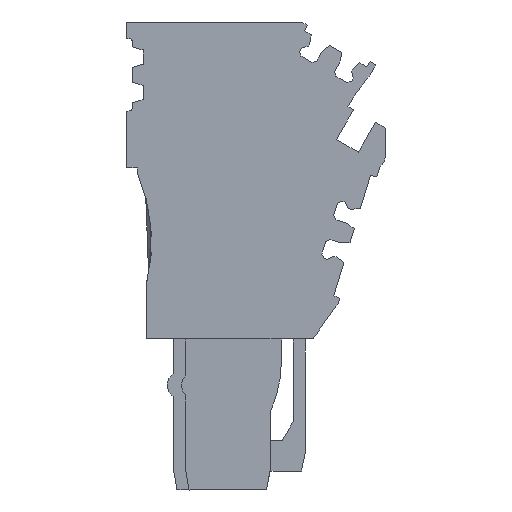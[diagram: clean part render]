
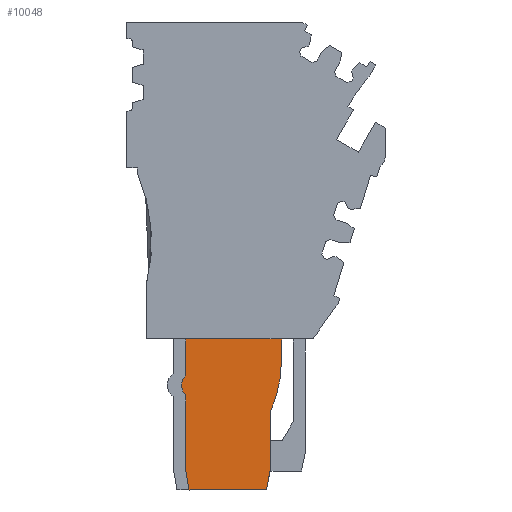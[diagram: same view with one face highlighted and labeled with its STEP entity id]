
A CAD part, left-side view. The second image highlights one B-rep face of the part: STEP entity #10048.
In plain terms, the highlighted planar face has unit normal (-1, 0, 0).
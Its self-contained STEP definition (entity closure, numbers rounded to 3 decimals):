
#9973=AXIS2_PLACEMENT_3D('Plane Axis2P3D',#9970,#9971,#9972) ;
#9986=AXIS2_PLACEMENT_3D('Circle Axis2P3D',#9984,#9985,$) ;
#10028=AXIS2_PLACEMENT_3D('Circle Axis2P3D',#10026,#10027,$) ;
#9948=CARTESIAN_POINT('Vertex',(0.7,9.05,13.15)) ;
#9951=CARTESIAN_POINT('Line Origine',(0.7,9.05,12.244)) ;
#9955=CARTESIAN_POINT('Vertex',(0.7,9.05,11.337)) ;
#9970=CARTESIAN_POINT('Axis2P3D Location',(0.7,20.086,11.345)) ;
#9975=CARTESIAN_POINT('Line Origine',(0.7,17.4,11.561)) ;
#9979=CARTESIAN_POINT('Vertex',(0.7,17.4,13.15)) ;
#9981=CARTESIAN_POINT('Vertex',(0.7,17.4,9.972)) ;
#9984=CARTESIAN_POINT('Axis2P3D Location',(0.7,16.55,9.125)) ;
#9988=CARTESIAN_POINT('Vertex',(0.7,17.4,8.278)) ;
#9991=CARTESIAN_POINT('Line Origine',(0.7,17.4,4.972)) ;
#9995=CARTESIAN_POINT('Vertex',(0.7,17.4,1.666)) ;
#9998=CARTESIAN_POINT('Line Origine',(0.7,17.253,0.833)) ;
#10002=CARTESIAN_POINT('Vertex',(0.7,17.106,0.)) ;
#10005=CARTESIAN_POINT('Line Origine',(0.7,13.728,0.)) ;
#10009=CARTESIAN_POINT('Vertex',(0.7,10.35,0.)) ;
#10012=CARTESIAN_POINT('Line Origine',(0.7,10.2,0.851)) ;
#10016=CARTESIAN_POINT('Vertex',(0.7,10.05,1.701)) ;
#10019=CARTESIAN_POINT('Line Origine',(0.7,10.05,4.228)) ;
#10023=CARTESIAN_POINT('Vertex',(0.7,10.05,6.755)) ;
#10026=CARTESIAN_POINT('Axis2P3D Location',(0.7,20.086,11.345)) ;
#10031=CARTESIAN_POINT('Line Origine',(0.7,13.225,13.15)) ;
#9952=DIRECTION('Vector Direction',(0.,0.,-1.)) ;
#9971=DIRECTION('Axis2P3D Direction',(1.,0.,0.)) ;
#9972=DIRECTION('Axis2P3D XDirection',(0.,0.,-1.)) ;
#9976=DIRECTION('Vector Direction',(0.,0.,-1.)) ;
#9985=DIRECTION('Axis2P3D Direction',(1.,0.,0.)) ;
#9992=DIRECTION('Vector Direction',(0.,0.,-1.)) ;
#9999=DIRECTION('Vector Direction',(0.,-0.174,-0.985)) ;
#10006=DIRECTION('Vector Direction',(0.,1.,0.)) ;
#10013=DIRECTION('Vector Direction',(0.,0.174,-0.985)) ;
#10020=DIRECTION('Vector Direction',(0.,0.,-1.)) ;
#10027=DIRECTION('Axis2P3D Direction',(1.,0.,0.)) ;
#10032=DIRECTION('Vector Direction',(0.,1.,0.)) ;
#9953=VECTOR('Line Direction',#9952,1.) ;
#9977=VECTOR('Line Direction',#9976,1.) ;
#9993=VECTOR('Line Direction',#9992,1.) ;
#10000=VECTOR('Line Direction',#9999,1.) ;
#10007=VECTOR('Line Direction',#10006,1.) ;
#10014=VECTOR('Line Direction',#10013,1.) ;
#10021=VECTOR('Line Direction',#10020,1.) ;
#10033=VECTOR('Line Direction',#10032,1.) ;
#10037=ORIENTED_EDGE('',*,*,#9983,.T.) ;
#10038=ORIENTED_EDGE('',*,*,#9990,.F.) ;
#10039=ORIENTED_EDGE('',*,*,#9997,.T.) ;
#10040=ORIENTED_EDGE('',*,*,#10004,.T.) ;
#10041=ORIENTED_EDGE('',*,*,#10011,.F.) ;
#10042=ORIENTED_EDGE('',*,*,#10018,.F.) ;
#10043=ORIENTED_EDGE('',*,*,#10025,.F.) ;
#10044=ORIENTED_EDGE('',*,*,#10030,.F.) ;
#10045=ORIENTED_EDGE('',*,*,#9957,.F.) ;
#10046=ORIENTED_EDGE('',*,*,#10035,.T.) ;
#10048=ADVANCED_FACE('V1',(#10047),#9974,.F.) ;
#9987=CIRCLE('generated circle',#9986,1.2) ;
#10029=CIRCLE('generated circle',#10028,11.036) ;
#9957=EDGE_CURVE('',#9949,#9956,#9954,.T.) ;
#9983=EDGE_CURVE('',#9980,#9982,#9978,.T.) ;
#9990=EDGE_CURVE('',#9989,#9982,#9987,.T.) ;
#9997=EDGE_CURVE('',#9989,#9996,#9994,.T.) ;
#10004=EDGE_CURVE('',#9996,#10003,#10001,.T.) ;
#10011=EDGE_CURVE('',#10010,#10003,#10008,.T.) ;
#10018=EDGE_CURVE('',#10017,#10010,#10015,.T.) ;
#10025=EDGE_CURVE('',#10024,#10017,#10022,.T.) ;
#10030=EDGE_CURVE('',#9956,#10024,#10029,.T.) ;
#10035=EDGE_CURVE('',#9949,#9980,#10034,.T.) ;
#10036=EDGE_LOOP('',(#10037,#10038,#10039,#10040,#10041,#10042,#10043,#10044,#10045,#10046)) ;
#10047=FACE_OUTER_BOUND('',#10036,.T.) ;
#9954=LINE('Line',#9951,#9953) ;
#9978=LINE('Line',#9975,#9977) ;
#9994=LINE('Line',#9991,#9993) ;
#10001=LINE('Line',#9998,#10000) ;
#10008=LINE('Line',#10005,#10007) ;
#10015=LINE('Line',#10012,#10014) ;
#10022=LINE('Line',#10019,#10021) ;
#10034=LINE('Line',#10031,#10033) ;
#9974=PLANE('',#9973) ;
#9949=VERTEX_POINT('',#9948) ;
#9956=VERTEX_POINT('',#9955) ;
#9980=VERTEX_POINT('',#9979) ;
#9982=VERTEX_POINT('',#9981) ;
#9989=VERTEX_POINT('',#9988) ;
#9996=VERTEX_POINT('',#9995) ;
#10003=VERTEX_POINT('',#10002) ;
#10010=VERTEX_POINT('',#10009) ;
#10017=VERTEX_POINT('',#10016) ;
#10024=VERTEX_POINT('',#10023) ;
